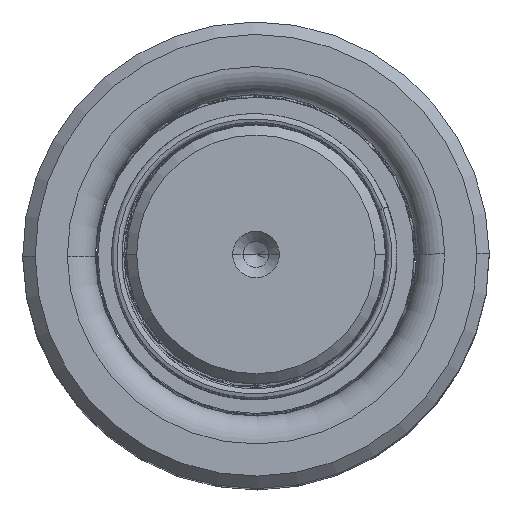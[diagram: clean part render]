
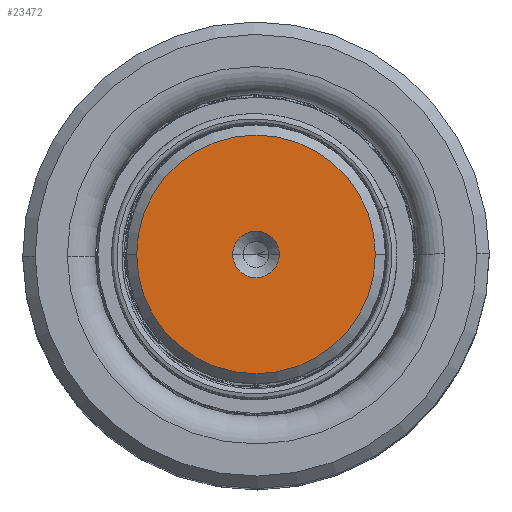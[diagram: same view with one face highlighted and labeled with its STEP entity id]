
A CAD part, top view. The second image highlights one B-rep face of the part: STEP entity #23472.
In plain terms, the highlighted planar face has unit normal (0, 0, 1).
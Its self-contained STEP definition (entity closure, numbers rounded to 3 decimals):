
#232 = DIRECTION ( 'NONE',  ( 1., 0., 0. ) ) ;
#3270 = DIRECTION ( 'NONE',  ( 1., 0., 0. ) ) ;
#3646 = CIRCLE ( 'NONE', #17616, 2.25 ) ;
#3743 = CIRCLE ( 'NONE', #13320, 11.509 ) ;
#3828 = VERTEX_POINT ( 'NONE', #46485 ) ;
#4358 = CARTESIAN_POINT ( 'NONE',  ( 2.25, 0., 130. ) ) ;
#9003 = FACE_OUTER_BOUND ( 'NONE', #42350, .T. ) ;
#9510 = ORIENTED_EDGE ( 'NONE', *, *, #45694, .T. ) ;
#9624 = FACE_BOUND ( 'NONE', #48148, .T. ) ;
#9628 = ORIENTED_EDGE ( 'NONE', *, *, #16697, .T. ) ;
#9662 = DIRECTION ( 'NONE',  ( 1., 0., 0. ) ) ;
#11385 = CARTESIAN_POINT ( 'NONE',  ( 0., 0., 130. ) ) ;
#12615 = AXIS2_PLACEMENT_3D ( 'NONE', #47781, #35227, #232 ) ;
#12805 = VERTEX_POINT ( 'NONE', #17512 ) ;
#13320 = AXIS2_PLACEMENT_3D ( 'NONE', #13489, #14033, #9662 ) ;
#13489 = CARTESIAN_POINT ( 'NONE',  ( 0., 0., 130. ) ) ;
#14033 = DIRECTION ( 'NONE',  ( 0., 0., 1. ) ) ;
#14478 = DIRECTION ( 'NONE',  ( 1., 0., 0. ) ) ;
#15979 = EDGE_CURVE ( 'NONE', #51784, #3828, #3646, .T. ) ;
#16221 = DIRECTION ( 'NONE',  ( 0., 0., 1. ) ) ;
#16697 = EDGE_CURVE ( 'NONE', #29498, #12805, #3743, .T. ) ;
#17512 = CARTESIAN_POINT ( 'NONE',  ( 11.509, 0., 130. ) ) ;
#17616 = AXIS2_PLACEMENT_3D ( 'NONE', #11385, #42294, #3270 ) ;
#23472 = ADVANCED_FACE ( 'NONE', ( #9624, #9003 ), #40440, .T. ) ;
#25542 = EDGE_CURVE ( 'NONE', #3828, #51784, #48900, .T. ) ;
#29498 = VERTEX_POINT ( 'NONE', #35822 ) ;
#34807 = AXIS2_PLACEMENT_3D ( 'NONE', #50546, #16221, #38205 ) ;
#35227 = DIRECTION ( 'NONE',  ( 0., 0., 1. ) ) ;
#35822 = CARTESIAN_POINT ( 'NONE',  ( -11.509, 0., 130. ) ) ;
#37757 = ORIENTED_EDGE ( 'NONE', *, *, #25542, .F. ) ;
#38205 = DIRECTION ( 'NONE',  ( 1., 0., 0. ) ) ;
#40440 = PLANE ( 'NONE',  #55750 ) ;
#42294 = DIRECTION ( 'NONE',  ( 0., 0., 1. ) ) ;
#42350 = EDGE_LOOP ( 'NONE', ( #9628, #9510 ) ) ;
#43381 = ORIENTED_EDGE ( 'NONE', *, *, #15979, .F. ) ;
#44264 = CARTESIAN_POINT ( 'NONE',  ( 0., 0., 130. ) ) ;
#45694 = EDGE_CURVE ( 'NONE', #12805, #29498, #48898, .T. ) ;
#46485 = CARTESIAN_POINT ( 'NONE',  ( -2.25, 0., 130. ) ) ;
#47781 = CARTESIAN_POINT ( 'NONE',  ( 0., 0., 130. ) ) ;
#48148 = EDGE_LOOP ( 'NONE', ( #43381, #37757 ) ) ;
#48898 = CIRCLE ( 'NONE', #34807, 11.509 ) ;
#48900 = CIRCLE ( 'NONE', #12615, 2.25 ) ;
#50546 = CARTESIAN_POINT ( 'NONE',  ( 0., 0., 130. ) ) ;
#51784 = VERTEX_POINT ( 'NONE', #4358 ) ;
#53492 = DIRECTION ( 'NONE',  ( 0., 0., 1. ) ) ;
#55750 = AXIS2_PLACEMENT_3D ( 'NONE', #44264, #53492, #14478 ) ;
